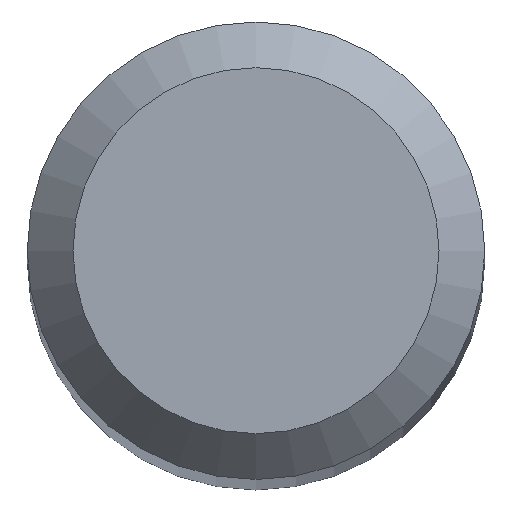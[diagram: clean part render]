
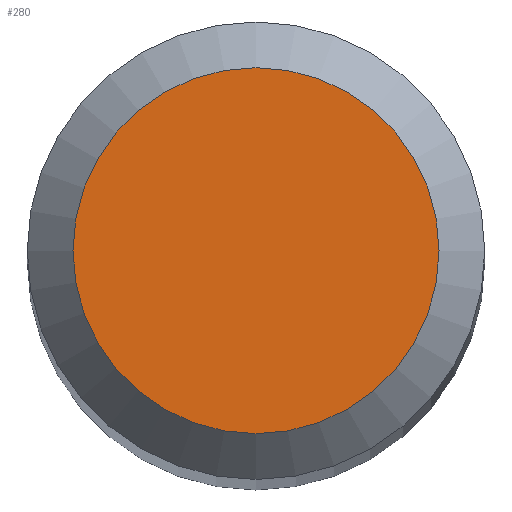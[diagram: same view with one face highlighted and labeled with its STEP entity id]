
A CAD part, top view. The second image highlights one B-rep face of the part: STEP entity #280.
In plain terms, the highlighted planar face has unit normal (0, 0, 1).
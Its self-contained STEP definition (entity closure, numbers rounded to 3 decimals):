
#44 = FACE_OUTER_BOUND ( 'NONE', #172, .T. ) ;
#95 = ORIENTED_EDGE ( 'NONE', *, *, #151, .T. ) ;
#99 = DIRECTION ( 'NONE',  ( 0., 0., -1. ) ) ;
#122 = CARTESIAN_POINT ( 'NONE',  ( 0., 0., 46. ) ) ;
#142 = CIRCLE ( 'NONE', #376, 1.2 ) ;
#151 = EDGE_CURVE ( 'NONE', #194, #194, #142, .T. ) ;
#172 = EDGE_LOOP ( 'NONE', ( #95 ) ) ;
#194 = VERTEX_POINT ( 'NONE', #420 ) ;
#229 = AXIS2_PLACEMENT_3D ( 'NONE', #301, #99, #295 ) ;
#280 = ADVANCED_FACE ( 'NONE', ( #44 ), #317, .F. ) ;
#295 = DIRECTION ( 'NONE',  ( 0., 1., 0. ) ) ;
#301 = CARTESIAN_POINT ( 'NONE',  ( 0., 0., 46. ) ) ;
#316 = DIRECTION ( 'NONE',  ( 0., 0., 1. ) ) ;
#317 = PLANE ( 'NONE',  #229 ) ;
#352 = DIRECTION ( 'NONE',  ( 0., -1., 0. ) ) ;
#376 = AXIS2_PLACEMENT_3D ( 'NONE', #122, #316, #352 ) ;
#420 = CARTESIAN_POINT ( 'NONE',  ( 0., -1.2, 46. ) ) ;
